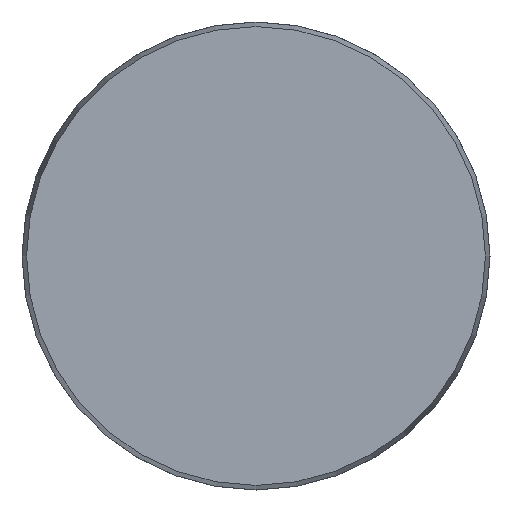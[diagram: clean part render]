
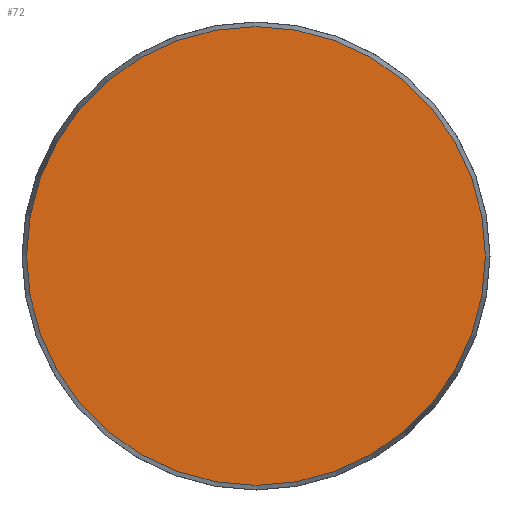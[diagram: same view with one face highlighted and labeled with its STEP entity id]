
A CAD part, front view. The second image highlights one B-rep face of the part: STEP entity #72.
In plain terms, the highlighted planar face has unit normal (0, -1, 0).
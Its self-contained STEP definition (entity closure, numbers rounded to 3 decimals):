
#23 = CIRCLE ( 'NONE', #452, 28.425 ) ;
#47 = PLANE ( 'NONE',  #192 ) ;
#72 = ADVANCED_FACE ( 'NONE', ( #522 ), #47, .F. ) ;
#75 = EDGE_CURVE ( 'NONE', #312, #312, #23, .T. ) ;
#125 = DIRECTION ( 'NONE',  ( 0., -1., 0. ) ) ;
#163 = DIRECTION ( 'NONE',  ( 0., 1., 0. ) ) ;
#174 = CARTESIAN_POINT ( 'NONE',  ( 0., 0., 0. ) ) ;
#192 = AXIS2_PLACEMENT_3D ( 'NONE', #388, #163, #340 ) ;
#205 = ORIENTED_EDGE ( 'NONE', *, *, #75, .T. ) ;
#287 = EDGE_LOOP ( 'NONE', ( #205 ) ) ;
#312 = VERTEX_POINT ( 'NONE', #355 ) ;
#340 = DIRECTION ( 'NONE',  ( 0., 0., 1. ) ) ;
#355 = CARTESIAN_POINT ( 'NONE',  ( 0., 0., -28.425 ) ) ;
#388 = CARTESIAN_POINT ( 'NONE',  ( -28.425, 0., 0. ) ) ;
#452 = AXIS2_PLACEMENT_3D ( 'NONE', #174, #125, #475 ) ;
#475 = DIRECTION ( 'NONE',  ( 0., 0., -1. ) ) ;
#522 = FACE_OUTER_BOUND ( 'NONE', #287, .T. ) ;
